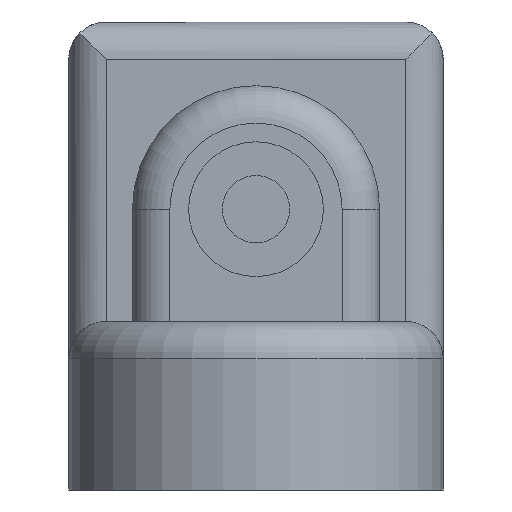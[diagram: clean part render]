
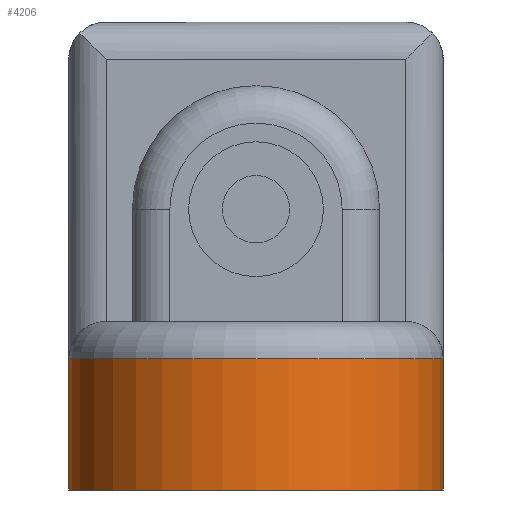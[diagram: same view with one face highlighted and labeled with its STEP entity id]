
A CAD part, left-side view. The second image highlights one B-rep face of the part: STEP entity #4206.
In plain terms, the highlighted cylindrical face has radius 5 mm (diameter 10 mm), a partial arc.
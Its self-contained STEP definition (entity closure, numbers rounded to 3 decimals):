
#33 = PLANE('',#34);
#34 = AXIS2_PLACEMENT_3D('',#35,#36,#37);
#35 = CARTESIAN_POINT('',(0.,0.,0.));
#36 = DIRECTION('',(0.,0.,1.));
#37 = DIRECTION('',(1.,0.,0.));
#143 = VERTEX_POINT('',#144);
#144 = CARTESIAN_POINT('',(-18.2,5.,0.));
#158 = PLANE('',#159);
#159 = AXIS2_PLACEMENT_3D('',#160,#161,#162);
#160 = CARTESIAN_POINT('',(7.,5.,0.));
#161 = DIRECTION('',(0.,1.,0.));
#162 = DIRECTION('',(-1.,0.,0.));
#170 = EDGE_CURVE('',#143,#171,#173,.T.);
#171 = VERTEX_POINT('',#172);
#172 = CARTESIAN_POINT('',(-18.2,-5.,0.));
#173 = SURFACE_CURVE('',#174,(#179,#186),.PCURVE_S1.);
#174 = CIRCLE('',#175,5.);
#175 = AXIS2_PLACEMENT_3D('',#176,#177,#178);
#176 = CARTESIAN_POINT('',(-18.2,0.,0.));
#177 = DIRECTION('',(0.,0.,1.));
#178 = DIRECTION('',(0.,1.,0.));
#179 = PCURVE('',#33,#180);
#180 = DEFINITIONAL_REPRESENTATION('',(#181),#185);
#181 = CIRCLE('',#182,5.);
#182 = AXIS2_PLACEMENT_2D('',#183,#184);
#183 = CARTESIAN_POINT('',(-18.2,0.));
#184 = DIRECTION('',(0.,1.));
#185 = ( GEOMETRIC_REPRESENTATION_CONTEXT(2) 
PARAMETRIC_REPRESENTATION_CONTEXT() REPRESENTATION_CONTEXT('2D SPACE',''
  ) );
#186 = PCURVE('',#187,#192);
#187 = CYLINDRICAL_SURFACE('',#188,5.);
#188 = AXIS2_PLACEMENT_3D('',#189,#190,#191);
#189 = CARTESIAN_POINT('',(-18.2,0.,0.));
#190 = DIRECTION('',(0.,0.,1.));
#191 = DIRECTION('',(1.,0.,0.));
#192 = DEFINITIONAL_REPRESENTATION('',(#193),#197);
#193 = LINE('',#194,#195);
#194 = CARTESIAN_POINT('',(1.571,0.));
#195 = VECTOR('',#196,1.);
#196 = DIRECTION('',(1.,0.));
#197 = ( GEOMETRIC_REPRESENTATION_CONTEXT(2) 
PARAMETRIC_REPRESENTATION_CONTEXT() REPRESENTATION_CONTEXT('2D SPACE',''
  ) );
#215 = PLANE('',#216);
#216 = AXIS2_PLACEMENT_3D('',#217,#218,#219);
#217 = CARTESIAN_POINT('',(-18.2,-5.,0.));
#218 = DIRECTION('',(0.,-1.,0.));
#219 = DIRECTION('',(1.,0.,0.));
#2438 = TOROIDAL_SURFACE('',#2439,4.,1.);
#2439 = AXIS2_PLACEMENT_3D('',#2440,#2441,#2442);
#2440 = CARTESIAN_POINT('',(-18.2,0.,3.5));
#2441 = DIRECTION('',(0.,0.,1.));
#2442 = DIRECTION('',(0.,-1.,0.));
#3393 = EDGE_CURVE('',#171,#3394,#3396,.T.);
#3394 = VERTEX_POINT('',#3395);
#3395 = CARTESIAN_POINT('',(-18.2,-5.,3.5));
#3396 = SURFACE_CURVE('',#3397,(#3401,#3408),.PCURVE_S1.);
#3397 = LINE('',#3398,#3399);
#3398 = CARTESIAN_POINT('',(-18.2,-5.,0.));
#3399 = VECTOR('',#3400,1.);
#3400 = DIRECTION('',(0.,0.,1.));
#3401 = PCURVE('',#215,#3402);
#3402 = DEFINITIONAL_REPRESENTATION('',(#3403),#3407);
#3403 = LINE('',#3404,#3405);
#3404 = CARTESIAN_POINT('',(0.,0.));
#3405 = VECTOR('',#3406,1.);
#3406 = DIRECTION('',(0.,1.));
#3407 = ( GEOMETRIC_REPRESENTATION_CONTEXT(2) 
PARAMETRIC_REPRESENTATION_CONTEXT() REPRESENTATION_CONTEXT('2D SPACE',''
  ) );
#3408 = PCURVE('',#187,#3409);
#3409 = DEFINITIONAL_REPRESENTATION('',(#3410),#3414);
#3410 = LINE('',#3411,#3412);
#3411 = CARTESIAN_POINT('',(4.712,0.));
#3412 = VECTOR('',#3413,1.);
#3413 = DIRECTION('',(0.,1.));
#3414 = ( GEOMETRIC_REPRESENTATION_CONTEXT(2) 
PARAMETRIC_REPRESENTATION_CONTEXT() REPRESENTATION_CONTEXT('2D SPACE',''
  ) );
#4160 = VERTEX_POINT('',#4161);
#4161 = CARTESIAN_POINT('',(-18.2,5.,3.5));
#4183 = EDGE_CURVE('',#4160,#3394,#4184,.T.);
#4184 = SURFACE_CURVE('',#4185,(#4190,#4197),.PCURVE_S1.);
#4185 = CIRCLE('',#4186,5.);
#4186 = AXIS2_PLACEMENT_3D('',#4187,#4188,#4189);
#4187 = CARTESIAN_POINT('',(-18.2,0.,3.5));
#4188 = DIRECTION('',(0.,0.,1.));
#4189 = DIRECTION('',(0.,1.,0.));
#4190 = PCURVE('',#2438,#4191);
#4191 = DEFINITIONAL_REPRESENTATION('',(#4192),#4196);
#4192 = LINE('',#4193,#4194);
#4193 = CARTESIAN_POINT('',(3.142,0.));
#4194 = VECTOR('',#4195,1.);
#4195 = DIRECTION('',(1.,0.));
#4196 = ( GEOMETRIC_REPRESENTATION_CONTEXT(2) 
PARAMETRIC_REPRESENTATION_CONTEXT() REPRESENTATION_CONTEXT('2D SPACE',''
  ) );
#4197 = PCURVE('',#187,#4198);
#4198 = DEFINITIONAL_REPRESENTATION('',(#4199),#4203);
#4199 = LINE('',#4200,#4201);
#4200 = CARTESIAN_POINT('',(1.571,3.5));
#4201 = VECTOR('',#4202,1.);
#4202 = DIRECTION('',(1.,0.));
#4203 = ( GEOMETRIC_REPRESENTATION_CONTEXT(2) 
PARAMETRIC_REPRESENTATION_CONTEXT() REPRESENTATION_CONTEXT('2D SPACE',''
  ) );
#4206 = ADVANCED_FACE('',(#4207),#187,.T.);
#4207 = FACE_BOUND('',#4208,.T.);
#4208 = EDGE_LOOP('',(#4209,#4230,#4231,#4232));
#4209 = ORIENTED_EDGE('',*,*,#4210,.F.);
#4210 = EDGE_CURVE('',#143,#4160,#4211,.T.);
#4211 = SURFACE_CURVE('',#4212,(#4216,#4223),.PCURVE_S1.);
#4212 = LINE('',#4213,#4214);
#4213 = CARTESIAN_POINT('',(-18.2,5.,0.));
#4214 = VECTOR('',#4215,1.);
#4215 = DIRECTION('',(0.,0.,1.));
#4216 = PCURVE('',#187,#4217);
#4217 = DEFINITIONAL_REPRESENTATION('',(#4218),#4222);
#4218 = LINE('',#4219,#4220);
#4219 = CARTESIAN_POINT('',(1.571,0.));
#4220 = VECTOR('',#4221,1.);
#4221 = DIRECTION('',(0.,1.));
#4222 = ( GEOMETRIC_REPRESENTATION_CONTEXT(2) 
PARAMETRIC_REPRESENTATION_CONTEXT() REPRESENTATION_CONTEXT('2D SPACE',''
  ) );
#4223 = PCURVE('',#158,#4224);
#4224 = DEFINITIONAL_REPRESENTATION('',(#4225),#4229);
#4225 = LINE('',#4226,#4227);
#4226 = CARTESIAN_POINT('',(25.2,0.));
#4227 = VECTOR('',#4228,1.);
#4228 = DIRECTION('',(0.,1.));
#4229 = ( GEOMETRIC_REPRESENTATION_CONTEXT(2) 
PARAMETRIC_REPRESENTATION_CONTEXT() REPRESENTATION_CONTEXT('2D SPACE',''
  ) );
#4230 = ORIENTED_EDGE('',*,*,#170,.T.);
#4231 = ORIENTED_EDGE('',*,*,#3393,.T.);
#4232 = ORIENTED_EDGE('',*,*,#4183,.F.);
